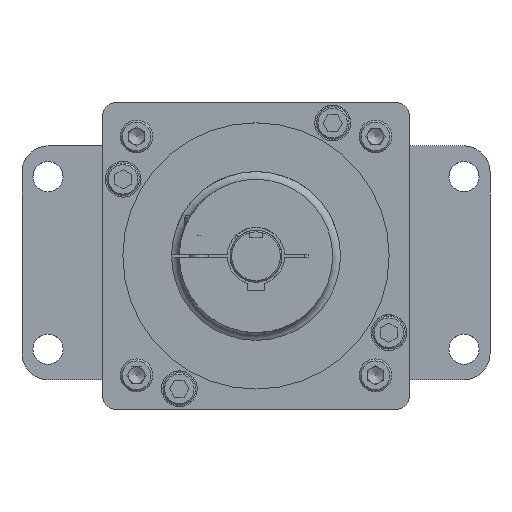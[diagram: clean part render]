
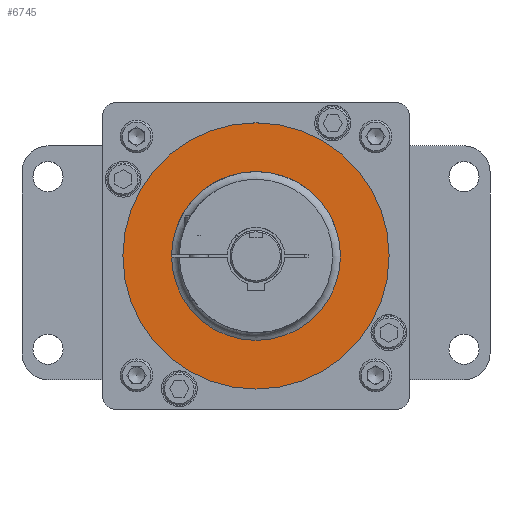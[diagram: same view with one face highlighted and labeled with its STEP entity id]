
A CAD part, top view. The second image highlights one B-rep face of the part: STEP entity #6745.
In plain terms, the highlighted planar face has unit normal (0, 0, 1).
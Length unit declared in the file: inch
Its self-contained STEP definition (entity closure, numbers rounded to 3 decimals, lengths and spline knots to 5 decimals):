
#713 = CARTESIAN_POINT ( 'NONE',  ( 0., 0., 10.1837 ) ) ;
#2554 = CARTESIAN_POINT ( 'NONE',  ( 1.625, 0., 10.1837 ) ) ;
#2630 = FACE_OUTER_BOUND ( 'NONE', #16153, .T. ) ;
#2724 = AXIS2_PLACEMENT_3D ( 'NONE', #3098, #21141, #7089 ) ;
#2758 = FACE_BOUND ( 'NONE', #19214, .T. ) ;
#3098 = CARTESIAN_POINT ( 'NONE',  ( 0., 0., 10.1837 ) ) ;
#3631 = DIRECTION ( 'NONE',  ( 0., 0., -1. ) ) ;
#6417 = CIRCLE ( 'NONE', #2724, 2.56005 ) ;
#6745 = ADVANCED_FACE ( 'NONE', ( #2758, #2630 ), #14513, .T. ) ;
#7058 = AXIS2_PLACEMENT_3D ( 'NONE', #713, #16179, #10562 ) ;
#7089 = DIRECTION ( 'NONE',  ( 1., 0., 0. ) ) ;
#10562 = DIRECTION ( 'NONE',  ( 1., 0., 0. ) ) ;
#10754 = ORIENTED_EDGE ( 'NONE', *, *, #16821, .T. ) ;
#14513 = PLANE ( 'NONE',  #7058 ) ;
#15930 = AXIS2_PLACEMENT_3D ( 'NONE', #16794, #3631, #24618 ) ;
#16153 = EDGE_LOOP ( 'NONE', ( #22477 ) ) ;
#16179 = DIRECTION ( 'NONE',  ( 0., 0., 1. ) ) ;
#16794 = CARTESIAN_POINT ( 'NONE',  ( 0., 0., 10.1837 ) ) ;
#16821 = EDGE_CURVE ( 'NONE', #17889, #17889, #24130, .T. ) ;
#17889 = VERTEX_POINT ( 'NONE', #2554 ) ;
#19026 = CARTESIAN_POINT ( 'NONE',  ( 2.56005, 0., 10.1837 ) ) ;
#19214 = EDGE_LOOP ( 'NONE', ( #10754 ) ) ;
#21141 = DIRECTION ( 'NONE',  ( 0., 0., 1. ) ) ;
#22110 = EDGE_CURVE ( 'NONE', #23274, #23274, #6417, .T. ) ;
#22477 = ORIENTED_EDGE ( 'NONE', *, *, #22110, .T. ) ;
#23274 = VERTEX_POINT ( 'NONE', #19026 ) ;
#24130 = CIRCLE ( 'NONE', #15930, 1.625 ) ;
#24618 = DIRECTION ( 'NONE',  ( 1., 0., 0. ) ) ;
